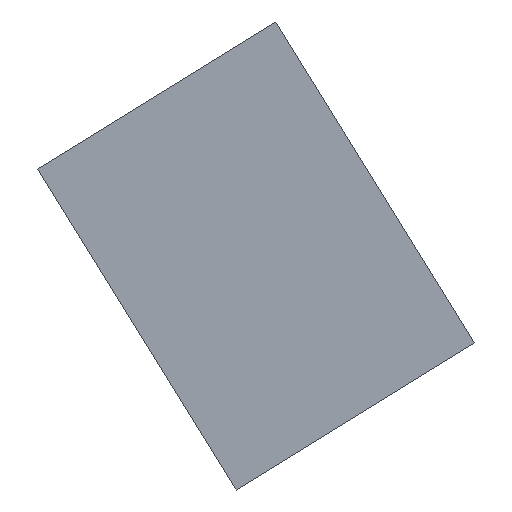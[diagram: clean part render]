
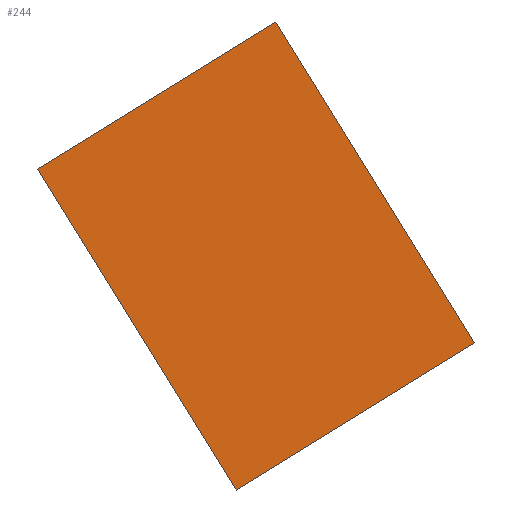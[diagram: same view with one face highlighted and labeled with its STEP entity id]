
A CAD part, front view. The second image highlights one B-rep face of the part: STEP entity #244.
In plain terms, the highlighted planar face has unit normal (0, -1, 0).
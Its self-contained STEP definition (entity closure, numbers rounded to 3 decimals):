
#32 = PLANE('',#33);
#33 = AXIS2_PLACEMENT_3D('',#34,#35,#36);
#34 = CARTESIAN_POINT('',(8642.326,-45.2,
    9190.877));
#35 = DIRECTION('',(0.851,0.,0.526));
#36 = DIRECTION('',(0.,-1.,0.));
#55 = VERTEX_POINT('',#56);
#56 = CARTESIAN_POINT('',(12081.968,-534.619,
    3625.478));
#69 = PLANE('',#70);
#70 = AXIS2_PLACEMENT_3D('',#71,#72,#73);
#71 = CARTESIAN_POINT('',(11363.495,22.278,
    3181.432));
#72 = DIRECTION('',(-0.526,0.,0.851));
#73 = DIRECTION('',(0.851,0.,0.526));
#80 = EDGE_CURVE('',#81,#55,#83,.T.);
#81 = VERTEX_POINT('',#82);
#82 = CARTESIAN_POINT('',(12103.208,-534.619,
    3591.111));
#83 = SURFACE_CURVE('',#84,(#88,#94),.PCURVE_S1.);
#84 = LINE('',#85,#86);
#85 = CARTESIAN_POINT('',(9503.12,-534.619,
    7798.098));
#86 = VECTOR('',#87,1.);
#87 = DIRECTION('',(-0.526,0.,0.851));
#88 = PCURVE('',#32,#89);
#89 = DEFINITIONAL_REPRESENTATION('',(#90),#93);
#90 = B_SPLINE_CURVE_WITH_KNOTS('',1,(#91,#92),.UNSPECIFIED.,.F.,.F.,(2,
    2),(-6120.016,-3804.427),
  .PIECEWISE_BEZIER_KNOTS.);
#91 = CARTESIAN_POINT('',(489.418,7757.331));
#92 = CARTESIAN_POINT('',(489.418,5441.742));
#93 = ( GEOMETRIC_REPRESENTATION_CONTEXT(2) 
PARAMETRIC_REPRESENTATION_CONTEXT() REPRESENTATION_CONTEXT('2D SPACE',''
  ) );
#94 = PCURVE('',#95,#100);
#95 = PLANE('',#96);
#96 = AXIS2_PLACEMENT_3D('',#97,#98,#99);
#97 = CARTESIAN_POINT('',(0.,-534.619,0.));
#98 = DIRECTION('',(0.,1.,0.));
#99 = DIRECTION('',(1.,0.,-0.));
#100 = DEFINITIONAL_REPRESENTATION('',(#101),#104);
#101 = B_SPLINE_CURVE_WITH_KNOTS('',1,(#102,#103),.UNSPECIFIED.,.F.,.F.,
  (2,2),(-6120.016,-3804.427),
  .PIECEWISE_BEZIER_KNOTS.);
#102 = CARTESIAN_POINT('',(12720.628,-2592.116));
#103 = CARTESIAN_POINT('',(11503.241,-4561.868));
#104 = ( GEOMETRIC_REPRESENTATION_CONTEXT(2) 
PARAMETRIC_REPRESENTATION_CONTEXT() REPRESENTATION_CONTEXT('2D SPACE',''
  ) );
#119 = PLANE('',#120);
#120 = AXIS2_PLACEMENT_3D('',#121,#122,#123);
#121 = CARTESIAN_POINT('',(11384.735,22.278,
    3147.066));
#122 = DIRECTION('',(-0.526,0.,0.851));
#123 = DIRECTION('',(0.851,0.,0.526));
#169 = PLANE('',#170);
#170 = AXIS2_PLACEMENT_3D('',#171,#172,#173);
#171 = CARTESIAN_POINT('',(8667.846,-45.2,
    9206.649));
#172 = DIRECTION('',(0.851,0.,0.526));
#173 = DIRECTION('',(0.,-1.,0.));
#205 = EDGE_CURVE('',#81,#206,#208,.T.);
#206 = VERTEX_POINT('',#207);
#207 = CARTESIAN_POINT('',(12128.727,-534.619,
    3606.884));
#208 = SURFACE_CURVE('',#209,(#213,#219),.PCURVE_S1.);
#209 = LINE('',#210,#211);
#210 = CARTESIAN_POINT('',(6562.014,-534.619,
    166.429));
#211 = VECTOR('',#212,1.);
#212 = DIRECTION('',(0.851,-0.,0.526));
#213 = PCURVE('',#119,#214);
#214 = DEFINITIONAL_REPRESENTATION('',(#215),#218);
#215 = B_SPLINE_CURVE_WITH_KNOTS('',1,(#216,#217),.UNSPECIFIED.,.F.,.F.,
  (2,2),(5846.14,6721.083),
  .PIECEWISE_BEZIER_KNOTS.);
#216 = CARTESIAN_POINT('',(176.676,-556.896));
#217 = CARTESIAN_POINT('',(1051.619,-556.896));
#218 = ( GEOMETRIC_REPRESENTATION_CONTEXT(2) 
PARAMETRIC_REPRESENTATION_CONTEXT() REPRESENTATION_CONTEXT('2D SPACE',''
  ) );
#219 = PCURVE('',#95,#220);
#220 = DEFINITIONAL_REPRESENTATION('',(#221),#224);
#221 = B_SPLINE_CURVE_WITH_KNOTS('',1,(#222,#223),.UNSPECIFIED.,.F.,.F.,
  (2,2),(5846.14,6721.083),
  .PIECEWISE_BEZIER_KNOTS.);
#222 = CARTESIAN_POINT('',(11535.023,-3239.95));
#223 = CARTESIAN_POINT('',(12279.292,-3699.939));
#224 = ( GEOMETRIC_REPRESENTATION_CONTEXT(2) 
PARAMETRIC_REPRESENTATION_CONTEXT() REPRESENTATION_CONTEXT('2D SPACE',''
  ) );
#244 = ADVANCED_FACE('',(#245),#95,.F.);
#245 = FACE_BOUND('',#246,.F.);
#246 = EDGE_LOOP('',(#247,#248,#249,#270));
#247 = ORIENTED_EDGE('',*,*,#205,.F.);
#248 = ORIENTED_EDGE('',*,*,#80,.T.);
#249 = ORIENTED_EDGE('',*,*,#250,.T.);
#250 = EDGE_CURVE('',#55,#251,#253,.T.);
#251 = VERTEX_POINT('',#252);
#252 = CARTESIAN_POINT('',(12107.488,-534.619,
    3641.25));
#253 = SURFACE_CURVE('',#254,(#258,#264),.PCURVE_S1.);
#254 = LINE('',#255,#256);
#255 = CARTESIAN_POINT('',(6540.775,-534.619,
    200.796));
#256 = VECTOR('',#257,1.);
#257 = DIRECTION('',(0.851,-0.,0.526));
#258 = PCURVE('',#95,#259);
#259 = DEFINITIONAL_REPRESENTATION('',(#260),#263);
#260 = B_SPLINE_CURVE_WITH_KNOTS('',1,(#261,#262),.UNSPECIFIED.,.F.,.F.,
  (2,2),(5871.109,6721.083),
  .PIECEWISE_BEZIER_KNOTS.);
#261 = CARTESIAN_POINT('',(11535.023,-3287.444));
#262 = CARTESIAN_POINT('',(12258.053,-3734.305));
#263 = ( GEOMETRIC_REPRESENTATION_CONTEXT(2) 
PARAMETRIC_REPRESENTATION_CONTEXT() REPRESENTATION_CONTEXT('2D SPACE',''
  ) );
#264 = PCURVE('',#69,#265);
#265 = DEFINITIONAL_REPRESENTATION('',(#266),#269);
#266 = B_SPLINE_CURVE_WITH_KNOTS('',1,(#267,#268),.UNSPECIFIED.,.F.,.F.,
  (2,2),(5871.109,6721.083),
  .PIECEWISE_BEZIER_KNOTS.);
#267 = CARTESIAN_POINT('',(201.645,-556.896));
#268 = CARTESIAN_POINT('',(1051.619,-556.896));
#269 = ( GEOMETRIC_REPRESENTATION_CONTEXT(2) 
PARAMETRIC_REPRESENTATION_CONTEXT() REPRESENTATION_CONTEXT('2D SPACE',''
  ) );
#270 = ORIENTED_EDGE('',*,*,#271,.T.);
#271 = EDGE_CURVE('',#251,#206,#272,.T.);
#272 = SURFACE_CURVE('',#273,(#277,#283),.PCURVE_S1.);
#273 = LINE('',#274,#275);
#274 = CARTESIAN_POINT('',(9528.64,-534.619,
    7813.87));
#275 = VECTOR('',#276,1.);
#276 = DIRECTION('',(0.526,0.,-0.851));
#277 = PCURVE('',#95,#278);
#278 = DEFINITIONAL_REPRESENTATION('',(#279),#282);
#279 = B_SPLINE_CURVE_WITH_KNOTS('',1,(#280,#281),.UNSPECIFIED.,.F.,.F.,
  (2,2),(3783.423,6166.02),
  .PIECEWISE_BEZIER_KNOTS.);
#280 = CARTESIAN_POINT('',(11517.718,-4595.507));
#281 = CARTESIAN_POINT('',(12770.333,-2568.755));
#282 = ( GEOMETRIC_REPRESENTATION_CONTEXT(2) 
PARAMETRIC_REPRESENTATION_CONTEXT() REPRESENTATION_CONTEXT('2D SPACE',''
  ) );
#283 = PCURVE('',#169,#284);
#284 = DEFINITIONAL_REPRESENTATION('',(#285),#288);
#285 = B_SPLINE_CURVE_WITH_KNOTS('',1,(#286,#287),.UNSPECIFIED.,.F.,.F.,
  (2,2),(3783.423,6166.02),
  .PIECEWISE_BEZIER_KNOTS.);
#286 = CARTESIAN_POINT('',(489.418,5420.738));
#287 = CARTESIAN_POINT('',(489.418,7803.335));
#288 = ( GEOMETRIC_REPRESENTATION_CONTEXT(2) 
PARAMETRIC_REPRESENTATION_CONTEXT() REPRESENTATION_CONTEXT('2D SPACE',''
  ) );
